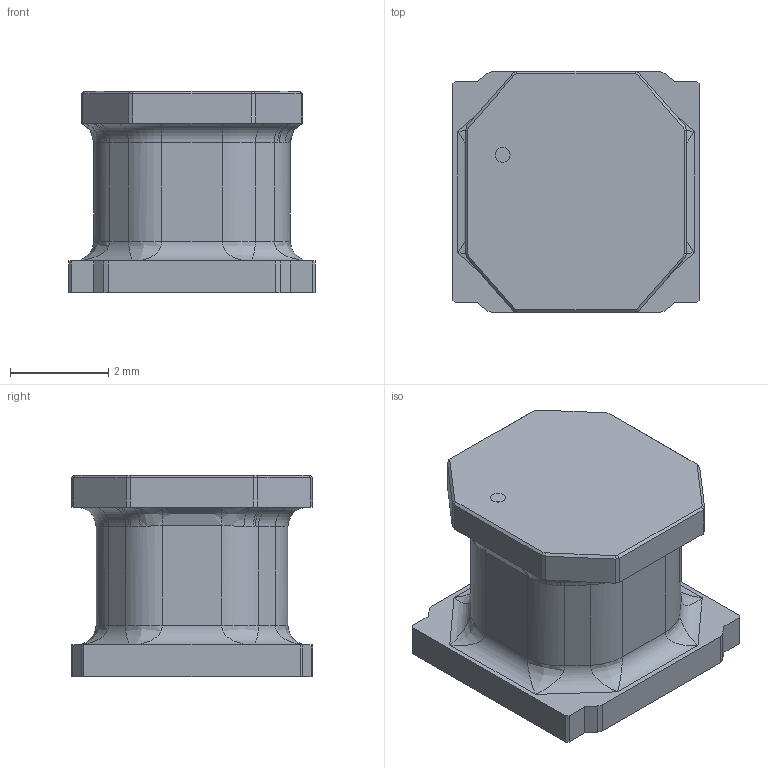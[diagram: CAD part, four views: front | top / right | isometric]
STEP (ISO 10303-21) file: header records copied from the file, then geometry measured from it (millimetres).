
FILE_DESCRIPTION(('FreeCAD Model'),'2;1');
FILE_NAME('Open CASCADE Shape Model','2021-07-20T10:44:59',( 'kicad StepUp'),('ksu MCAD'),'Open CASCADE STEP processor 7.5', 'FreeCAD','Unknown');
FILE_SCHEMA(('AUTOMOTIVE_DESIGN { 1 0 10303 214 1 1 1 1 }'));
Length unit declared in the file: millimetre
Products named in the file (1): L_Taiyo-Yuden_NR-50xx
Bounding box: 5 x 4.9 x 4.1 mm (x, y, z)
Volume: 67.5 mm3; surface area: 115.4 mm2
Topology: 1 solids, 1 shells, 123 faces, 297 edges, 170 vertices
Faces by surface type: plane 70, cylinder 23, bspline 18, torus 12
Full cylindrical faces by diameter (mm): 0.304 x1
Entity records: 4737 total; most frequent: CARTESIAN_POINT 1305, ORIENTED_EDGE 578, DIRECTION 491, EDGE_CURVE 289, LINE 191, VECTOR 191, VERTEX_POINT 170, AXIS2_PLACEMENT_3D 150
